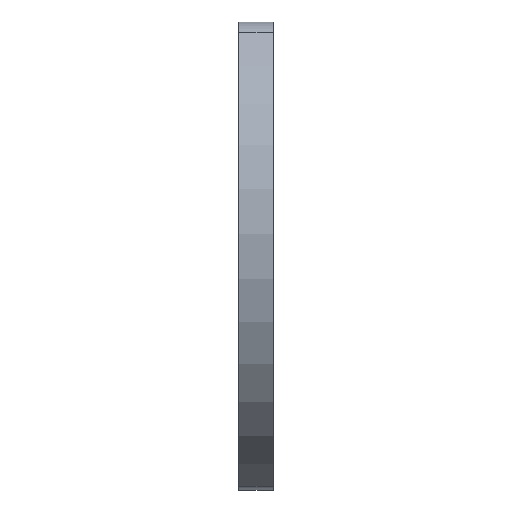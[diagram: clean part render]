
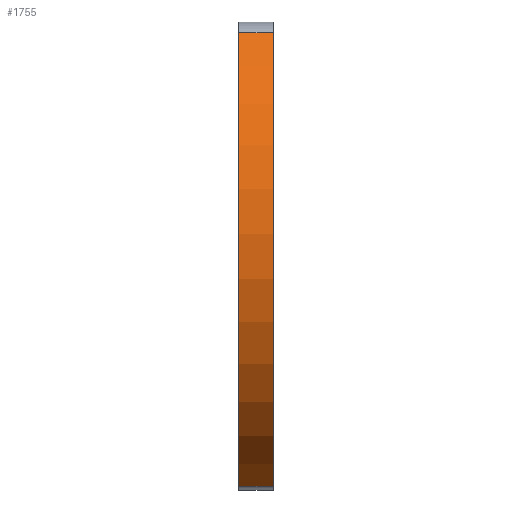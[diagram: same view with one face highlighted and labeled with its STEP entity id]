
A CAD part, left-side view. The second image highlights one B-rep face of the part: STEP entity #1755.
In plain terms, the highlighted cylindrical face has radius 20 mm (diameter 40 mm), a partial arc.
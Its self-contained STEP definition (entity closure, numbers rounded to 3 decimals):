
#19 = DIRECTION ( 'NONE',  ( 0., 0., -1. ) ) ;
#105 = AXIS2_PLACEMENT_3D ( 'NONE', #1668, #263, #19 ) ;
#150 = VERTEX_POINT ( 'NONE', #541 ) ;
#263 = DIRECTION ( 'NONE',  ( 0., -1., 0. ) ) ;
#297 = AXIS2_PLACEMENT_3D ( 'NONE', #3105, #2621, #2671 ) ;
#339 = LINE ( 'NONE', #2014, #3064 ) ;
#369 = CARTESIAN_POINT ( 'NONE',  ( -29.842, 0., -20.727 ) ) ;
#483 = VERTEX_POINT ( 'NONE', #1751 ) ;
#492 = EDGE_CURVE ( 'NONE', #2455, #483, #1188, .T. ) ;
#494 = EDGE_CURVE ( 'NONE', #2155, #2455, #2679, .T. ) ;
#541 = CARTESIAN_POINT ( 'NONE',  ( -34.991, 2.5, 12.215 ) ) ;
#697 = FACE_OUTER_BOUND ( 'NONE', #1825, .T. ) ;
#704 = ORIENTED_EDGE ( 'NONE', *, *, #947, .F. ) ;
#947 = EDGE_CURVE ( 'NONE', #2155, #150, #2640, .T. ) ;
#1188 = CIRCLE ( 'NONE', #2040, 20. ) ;
#1210 = CARTESIAN_POINT ( 'NONE',  ( -21.5, 0., -2.55 ) ) ;
#1237 = CARTESIAN_POINT ( 'NONE',  ( -29.842, 2.5, -20.727 ) ) ;
#1257 = DIRECTION ( 'NONE',  ( 0., 1., 0. ) ) ;
#1303 = DIRECTION ( 'NONE',  ( 0., 1., 0. ) ) ;
#1439 = VECTOR ( 'NONE', #3147, 1000. ) ;
#1464 = DIRECTION ( 'NONE',  ( 0., 0., 1. ) ) ;
#1526 = EDGE_CURVE ( 'NONE', #483, #150, #339, .T. ) ;
#1621 = ORIENTED_EDGE ( 'NONE', *, *, #492, .T. ) ;
#1668 = CARTESIAN_POINT ( 'NONE',  ( -21.5, 2.5, -2.55 ) ) ;
#1719 = CARTESIAN_POINT ( 'NONE',  ( -29.842, 2.5, -20.727 ) ) ;
#1722 = ORIENTED_EDGE ( 'NONE', *, *, #1526, .T. ) ;
#1723 = ORIENTED_EDGE ( 'NONE', *, *, #494, .T. ) ;
#1751 = CARTESIAN_POINT ( 'NONE',  ( -34.991, 0., 12.215 ) ) ;
#1755 = ADVANCED_FACE ( 'NONE', ( #697 ), #2206, .T. ) ;
#1825 = EDGE_LOOP ( 'NONE', ( #704, #1723, #1621, #1722 ) ) ;
#2014 = CARTESIAN_POINT ( 'NONE',  ( -34.991, 2.5, 12.215 ) ) ;
#2040 = AXIS2_PLACEMENT_3D ( 'NONE', #1210, #1257, #1464 ) ;
#2155 = VERTEX_POINT ( 'NONE', #1237 ) ;
#2206 = CYLINDRICAL_SURFACE ( 'NONE', #105, 20. ) ;
#2455 = VERTEX_POINT ( 'NONE', #369 ) ;
#2621 = DIRECTION ( 'NONE',  ( 0., 1., 0. ) ) ;
#2640 = CIRCLE ( 'NONE', #297, 20. ) ;
#2671 = DIRECTION ( 'NONE',  ( 0., 0., 1. ) ) ;
#2679 = LINE ( 'NONE', #1719, #1439 ) ;
#3064 = VECTOR ( 'NONE', #1303, 1000. ) ;
#3105 = CARTESIAN_POINT ( 'NONE',  ( -21.5, 2.5, -2.55 ) ) ;
#3147 = DIRECTION ( 'NONE',  ( 0., -1., 0. ) ) ;
